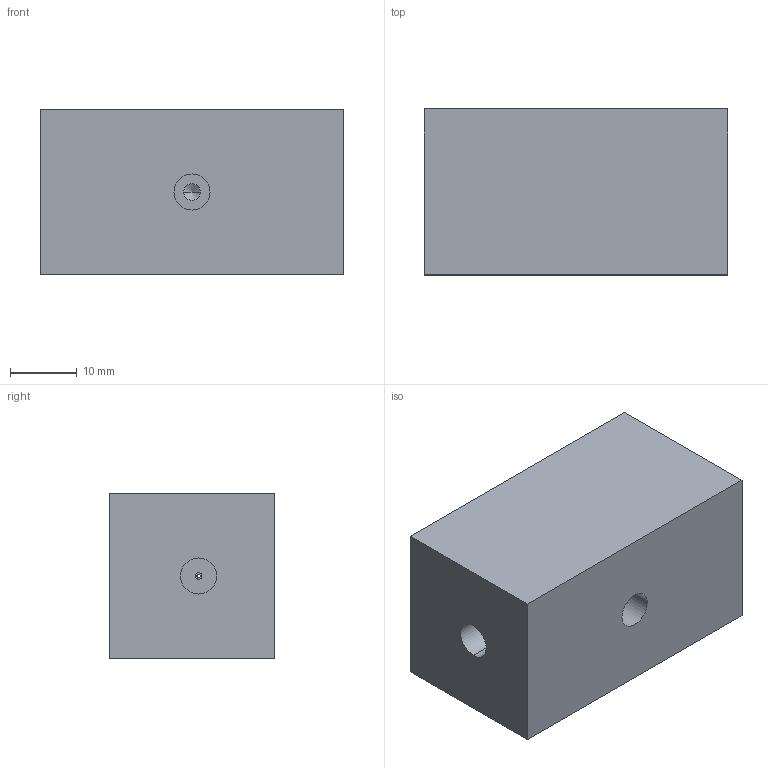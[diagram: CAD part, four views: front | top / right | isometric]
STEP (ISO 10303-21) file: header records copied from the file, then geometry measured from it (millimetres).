
FILE_DESCRIPTION((''),'2;1');
FILE_NAME('DELRIN_MIXER','2016-02-10T',('brunner'),(''),'PRO/ENGINEER BY PARAMETRIC TECHNOLOGY CORPORATION, 2011080','PRO/ENGINEER BY PARAMETRIC TECHNOLOGY CORPORATION, 2011080','');
FILE_SCHEMA(('CONFIG_CONTROL_DESIGN'));
Length unit declared in the file: inch
Products named in the file (1): DELRIN_MIXER
Bounding box: 45.52 x 24.89 x 24.89 mm (x, y, z)
Volume: 27290.1 mm3; surface area: 6558.4 mm2
Topology: 1 solids, 1 shells, 41 faces, 102 edges, 65 vertices
Faces by surface type: cylinder 26, plane 13, cone 2
Entity records: 1338 total; most frequent: CARTESIAN_POINT 306, DIRECTION 206, ORIENTED_EDGE 200, EDGE_CURVE 100, AXIS2_PLACEMENT_3D 81, VERTEX_POINT 65, EDGE_LOOP 53, VECTOR 44
